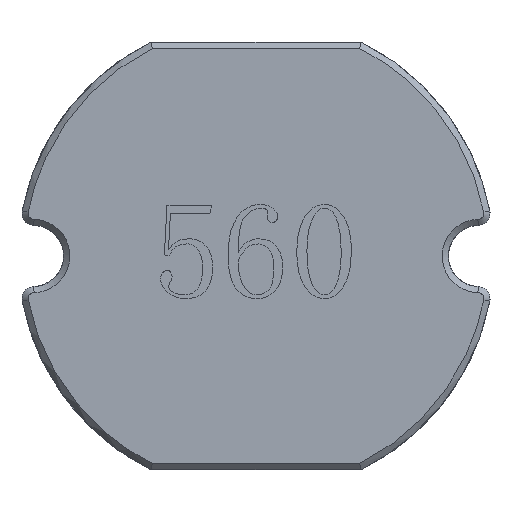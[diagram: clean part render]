
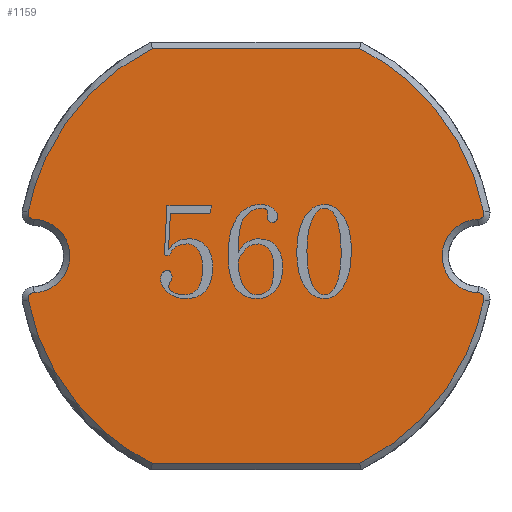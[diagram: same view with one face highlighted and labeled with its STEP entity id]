
A CAD part, front view. The second image highlights one B-rep face of the part: STEP entity #1159.
In plain terms, the highlighted free-form (B-spline) face has degree [1, 1] with [2, 2] control points.
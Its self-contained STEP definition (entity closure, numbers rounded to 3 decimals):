
#1159 = ADVANCED_FACE('',(#1160),#1260,.T.);
#1160 = FACE_BOUND('',#1161,.T.);
#1161 = EDGE_LOOP('',(#1162,#1171,#1179,#1187,#1197,#1205,#1213,#1220,
    #1228,#1236,#1246,#1254));
#1162 = ORIENTED_EDGE('',*,*,#1163,.T.);
#1163 = EDGE_CURVE('',#1164,#1166,#1168,.T.);
#1164 = VERTEX_POINT('',#1165);
#1165 = CARTESIAN_POINT('',(2.487,-5.129,4.983
    ));
#1166 = VERTEX_POINT('',#1167);
#1167 = CARTESIAN_POINT('',(-2.487,-5.129,
    4.983));
#1168 = B_SPLINE_CURVE_WITH_KNOTS('',1,(#1169,#1170),.UNSPECIFIED.,.F.,
  .F.,(2,2),(-3.418,-0.023),
  .PIECEWISE_BEZIER_KNOTS.);
#1169 = CARTESIAN_POINT('',(2.487,-5.129,4.983
    ));
#1170 = CARTESIAN_POINT('',(-2.487,-5.129,
    4.983));
#1171 = ORIENTED_EDGE('',*,*,#1172,.T.);
#1172 = EDGE_CURVE('',#1166,#1173,#1175,.T.);
#1173 = VERTEX_POINT('',#1174);
#1174 = CARTESIAN_POINT('',(-5.468,-5.129,
    1.053));
#1175 = ( BOUNDED_CURVE() B_SPLINE_CURVE(2,(#1176,#1177,#1178),
.UNSPECIFIED.,.F.,.F.) B_SPLINE_CURVE_WITH_KNOTS((3,3),(3.605,
4.522),.PIECEWISE_BEZIER_KNOTS.) CURVE() 
GEOMETRIC_REPRESENTATION_ITEM() RATIONAL_B_SPLINE_CURVE((1.,
0.897,1.)) REPRESENTATION_ITEM('') );
#1176 = CARTESIAN_POINT('',(-2.487,-5.129,
    4.983));
#1177 = CARTESIAN_POINT('',(-4.948,-5.129,
    3.754));
#1178 = CARTESIAN_POINT('',(-5.468,-5.129,
    1.053));
#1179 = ORIENTED_EDGE('',*,*,#1180,.T.);
#1180 = EDGE_CURVE('',#1173,#1181,#1183,.T.);
#1181 = VERTEX_POINT('',#1182);
#1182 = CARTESIAN_POINT('',(-5.328,-5.129,
    0.879));
#1183 = ( BOUNDED_CURVE() B_SPLINE_CURVE(2,(#1184,#1185,#1186),
.UNSPECIFIED.,.F.,.F.) B_SPLINE_CURVE_WITH_KNOTS((3,3),(4.522,
6.259),.PIECEWISE_BEZIER_KNOTS.) CURVE() 
GEOMETRIC_REPRESENTATION_ITEM() RATIONAL_B_SPLINE_CURVE((1.,
0.646,1.)) REPRESENTATION_ITEM('') );
#1184 = CARTESIAN_POINT('',(-5.468,-5.129,
    1.053));
#1185 = CARTESIAN_POINT('',(-5.501,-5.129,
    0.883));
#1186 = CARTESIAN_POINT('',(-5.328,-5.129,
    0.879));
#1187 = ORIENTED_EDGE('',*,*,#1188,.T.);
#1188 = EDGE_CURVE('',#1181,#1189,#1191,.T.);
#1189 = VERTEX_POINT('',#1190);
#1190 = CARTESIAN_POINT('',(-5.328,-5.129,
    -0.879));
#1191 = ( BOUNDED_CURVE() B_SPLINE_CURVE(2,(#1192,#1193,#1194,#1195,
#1196),.UNSPECIFIED.,.F.,.F.) B_SPLINE_CURVE_WITH_KNOTS((3,2,3),(
    3.166,4.712,6.259),
.PIECEWISE_BEZIER_KNOTS.) CURVE() GEOMETRIC_REPRESENTATION_ITEM() 
RATIONAL_B_SPLINE_CURVE((1.,0.716,1.,0.716,1.)) 
REPRESENTATION_ITEM('') );
#1192 = CARTESIAN_POINT('',(-5.328,-5.129,
    0.879));
#1193 = CARTESIAN_POINT('',(-4.47,-5.129,
    0.858));
#1194 = CARTESIAN_POINT('',(-4.47,-5.129,
    0.));
#1195 = CARTESIAN_POINT('',(-4.47,-5.129,
    -0.858));
#1196 = CARTESIAN_POINT('',(-5.328,-5.129,
    -0.879));
#1197 = ORIENTED_EDGE('',*,*,#1198,.T.);
#1198 = EDGE_CURVE('',#1189,#1199,#1201,.T.);
#1199 = VERTEX_POINT('',#1200);
#1200 = CARTESIAN_POINT('',(-5.468,-5.129,
    -1.053));
#1201 = ( BOUNDED_CURVE() B_SPLINE_CURVE(2,(#1202,#1203,#1204),
.UNSPECIFIED.,.F.,.F.) B_SPLINE_CURVE_WITH_KNOTS((3,3),(3.166,
4.903),.PIECEWISE_BEZIER_KNOTS.) CURVE() 
GEOMETRIC_REPRESENTATION_ITEM() RATIONAL_B_SPLINE_CURVE((1.,
0.646,1.)) REPRESENTATION_ITEM('') );
#1202 = CARTESIAN_POINT('',(-5.328,-5.129,
    -0.879));
#1203 = CARTESIAN_POINT('',(-5.501,-5.129,
    -0.883));
#1204 = CARTESIAN_POINT('',(-5.468,-5.129,
    -1.053));
#1205 = ORIENTED_EDGE('',*,*,#1206,.T.);
#1206 = EDGE_CURVE('',#1199,#1207,#1209,.T.);
#1207 = VERTEX_POINT('',#1208);
#1208 = CARTESIAN_POINT('',(-2.487,-5.129,
    -4.983));
#1209 = ( BOUNDED_CURVE() B_SPLINE_CURVE(2,(#1210,#1211,#1212),
.UNSPECIFIED.,.F.,.F.) B_SPLINE_CURVE_WITH_KNOTS((3,3),(4.903,
5.82),.PIECEWISE_BEZIER_KNOTS.) CURVE() 
GEOMETRIC_REPRESENTATION_ITEM() RATIONAL_B_SPLINE_CURVE((1.,
0.897,1.)) REPRESENTATION_ITEM('') );
#1210 = CARTESIAN_POINT('',(-5.468,-5.129,
    -1.053));
#1211 = CARTESIAN_POINT('',(-4.948,-5.129,
    -3.754));
#1212 = CARTESIAN_POINT('',(-2.487,-5.129,
    -4.983));
#1213 = ORIENTED_EDGE('',*,*,#1214,.T.);
#1214 = EDGE_CURVE('',#1207,#1215,#1217,.T.);
#1215 = VERTEX_POINT('',#1216);
#1216 = CARTESIAN_POINT('',(2.487,-5.129,
    -4.983));
#1217 = B_SPLINE_CURVE_WITH_KNOTS('',1,(#1218,#1219),.UNSPECIFIED.,.F.,
  .F.,(2,2),(-3.418,-0.023),
  .PIECEWISE_BEZIER_KNOTS.);
#1218 = CARTESIAN_POINT('',(-2.487,-5.129,
    -4.983));
#1219 = CARTESIAN_POINT('',(2.487,-5.129,
    -4.983));
#1220 = ORIENTED_EDGE('',*,*,#1221,.T.);
#1221 = EDGE_CURVE('',#1215,#1222,#1224,.T.);
#1222 = VERTEX_POINT('',#1223);
#1223 = CARTESIAN_POINT('',(5.468,-5.129,
    -1.053));
#1224 = ( BOUNDED_CURVE() B_SPLINE_CURVE(2,(#1225,#1226,#1227),
.UNSPECIFIED.,.F.,.F.) B_SPLINE_CURVE_WITH_KNOTS((3,3),(0.463,
1.381),.PIECEWISE_BEZIER_KNOTS.) CURVE() 
GEOMETRIC_REPRESENTATION_ITEM() RATIONAL_B_SPLINE_CURVE((1.,
0.897,1.)) REPRESENTATION_ITEM('') );
#1225 = CARTESIAN_POINT('',(2.487,-5.129,
    -4.983));
#1226 = CARTESIAN_POINT('',(4.948,-5.129,
    -3.754));
#1227 = CARTESIAN_POINT('',(5.468,-5.129,
    -1.053));
#1228 = ORIENTED_EDGE('',*,*,#1229,.T.);
#1229 = EDGE_CURVE('',#1222,#1230,#1232,.T.);
#1230 = VERTEX_POINT('',#1231);
#1231 = CARTESIAN_POINT('',(5.328,-5.129,
    -0.879));
#1232 = ( BOUNDED_CURVE() B_SPLINE_CURVE(2,(#1233,#1234,#1235),
.UNSPECIFIED.,.F.,.F.) B_SPLINE_CURVE_WITH_KNOTS((3,3),(1.381,
3.118),.PIECEWISE_BEZIER_KNOTS.) CURVE() 
GEOMETRIC_REPRESENTATION_ITEM() RATIONAL_B_SPLINE_CURVE((1.,
0.646,1.)) REPRESENTATION_ITEM('') );
#1233 = CARTESIAN_POINT('',(5.468,-5.129,
    -1.053));
#1234 = CARTESIAN_POINT('',(5.501,-5.129,
    -0.883));
#1235 = CARTESIAN_POINT('',(5.328,-5.129,
    -0.879));
#1236 = ORIENTED_EDGE('',*,*,#1237,.T.);
#1237 = EDGE_CURVE('',#1230,#1238,#1240,.T.);
#1238 = VERTEX_POINT('',#1239);
#1239 = CARTESIAN_POINT('',(5.328,-5.129,0.879
    ));
#1240 = ( BOUNDED_CURVE() B_SPLINE_CURVE(2,(#1241,#1242,#1243,#1244,
#1245),.UNSPECIFIED.,.F.,.F.) B_SPLINE_CURVE_WITH_KNOTS((3,2,3),(
    0.024,1.571,3.118),
.PIECEWISE_BEZIER_KNOTS.) CURVE() GEOMETRIC_REPRESENTATION_ITEM() 
RATIONAL_B_SPLINE_CURVE((1.,0.716,1.,0.716,1.)) 
REPRESENTATION_ITEM('') );
#1241 = CARTESIAN_POINT('',(5.328,-5.129,
    -0.879));
#1242 = CARTESIAN_POINT('',(4.47,-5.129,
    -0.858));
#1243 = CARTESIAN_POINT('',(4.47,-5.129,
    0.));
#1244 = CARTESIAN_POINT('',(4.47,-5.129,0.858
    ));
#1245 = CARTESIAN_POINT('',(5.328,-5.129,0.879
    ));
#1246 = ORIENTED_EDGE('',*,*,#1247,.T.);
#1247 = EDGE_CURVE('',#1238,#1248,#1250,.T.);
#1248 = VERTEX_POINT('',#1249);
#1249 = CARTESIAN_POINT('',(5.468,-5.129,1.053
    ));
#1250 = ( BOUNDED_CURVE() B_SPLINE_CURVE(2,(#1251,#1252,#1253),
.UNSPECIFIED.,.F.,.F.) B_SPLINE_CURVE_WITH_KNOTS((3,3),(
0.024,1.761),.PIECEWISE_BEZIER_KNOTS.) CURVE() 
GEOMETRIC_REPRESENTATION_ITEM() RATIONAL_B_SPLINE_CURVE((1.,
0.646,1.)) REPRESENTATION_ITEM('') );
#1251 = CARTESIAN_POINT('',(5.328,-5.129,0.879
    ));
#1252 = CARTESIAN_POINT('',(5.501,-5.129,0.883
    ));
#1253 = CARTESIAN_POINT('',(5.468,-5.129,1.053
    ));
#1254 = ORIENTED_EDGE('',*,*,#1255,.T.);
#1255 = EDGE_CURVE('',#1248,#1164,#1256,.T.);
#1256 = ( BOUNDED_CURVE() B_SPLINE_CURVE(2,(#1257,#1258,#1259),
.UNSPECIFIED.,.F.,.F.) B_SPLINE_CURVE_WITH_KNOTS((3,3),(1.761,
2.679),.PIECEWISE_BEZIER_KNOTS.) CURVE() 
GEOMETRIC_REPRESENTATION_ITEM() RATIONAL_B_SPLINE_CURVE((1.,
0.897,1.)) REPRESENTATION_ITEM('') );
#1257 = CARTESIAN_POINT('',(5.468,-5.129,1.053
    ));
#1258 = CARTESIAN_POINT('',(4.948,-5.129,3.754
    ));
#1259 = CARTESIAN_POINT('',(2.487,-5.129,4.983
    ));
#1260 = B_SPLINE_SURFACE_WITH_KNOTS('',1,1,(
    (#1261,#1262)
    ,(#1263,#1264
    )),.UNSPECIFIED.,.F.,.F.,.F.,(2,2),(2,2),(-2.7,
    4.1),(-0.1,7.366),.PIECEWISE_BEZIER_KNOTS.);
#1261 = CARTESIAN_POINT('',(-5.471,-5.129,
    4.983));
#1262 = CARTESIAN_POINT('',(5.471,-5.129,4.983
    ));
#1263 = CARTESIAN_POINT('',(-5.471,-5.129,
    -4.983));
#1264 = CARTESIAN_POINT('',(5.471,-5.129,
    -4.983));
